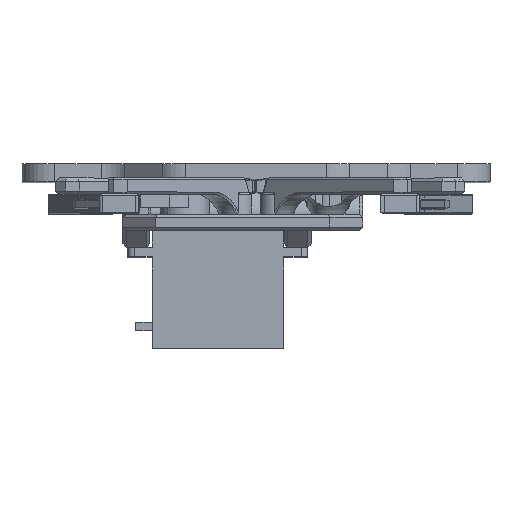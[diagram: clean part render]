
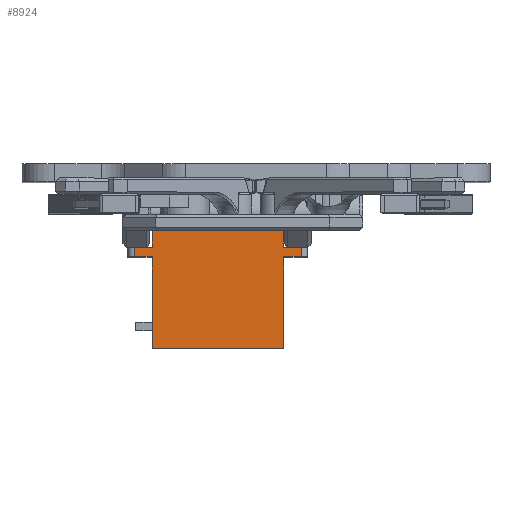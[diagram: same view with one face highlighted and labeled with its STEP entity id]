
A CAD part, top view. The second image highlights one B-rep face of the part: STEP entity #8924.
In plain terms, the highlighted planar face has unit normal (0, 0, 1).
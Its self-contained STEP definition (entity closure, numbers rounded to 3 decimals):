
#175 = DIRECTION ( 'NONE',  ( -1., 0., 0. ) ) ;
#193 = VECTOR ( 'NONE', #839, 1000. ) ;
#760 = ORIENTED_EDGE ( 'NONE', *, *, #15294, .T. ) ;
#839 = DIRECTION ( 'NONE',  ( -1., 0., 0. ) ) ;
#1642 = DIRECTION ( 'NONE',  ( 0., 1., 0. ) ) ;
#2061 = VECTOR ( 'NONE', #9756, 1000. ) ;
#2485 = CARTESIAN_POINT ( 'NONE',  ( 7.4, -25.4, 10.25 ) ) ;
#2606 = DIRECTION ( 'NONE',  ( 0., -1., 0. ) ) ;
#2893 = LINE ( 'NONE', #12274, #17753 ) ;
#3703 = EDGE_CURVE ( 'NONE', #30703, #4387, #17370, .T. ) ;
#4387 = VERTEX_POINT ( 'NONE', #27097 ) ;
#4705 = VECTOR ( 'NONE', #21882, 1000. ) ;
#4728 = VECTOR ( 'NONE', #2606, 1000. ) ;
#4843 = CARTESIAN_POINT ( 'NONE',  ( -20.4, 20., 10.25 ) ) ;
#4890 = ORIENTED_EDGE ( 'NONE', *, *, #3703, .T. ) ;
#4937 = VERTEX_POINT ( 'NONE', #26009 ) ;
#5098 = ORIENTED_EDGE ( 'NONE', *, *, #20363, .F. ) ;
#5563 = CARTESIAN_POINT ( 'NONE',  ( 7.4, -27.4, 10.25 ) ) ;
#5620 = ORIENTED_EDGE ( 'NONE', *, *, #14171, .F. ) ;
#6652 = DIRECTION ( 'NONE',  ( 0., -1., 0. ) ) ;
#7020 = EDGE_CURVE ( 'NONE', #9323, #24400, #9334, .T. ) ;
#8187 = DIRECTION ( 'NONE',  ( 1., 0., 0. ) ) ;
#8266 = DIRECTION ( 'NONE',  ( 0., 1., 0. ) ) ;
#8478 = VECTOR ( 'NONE', #8187, 1000. ) ;
#8924 = ADVANCED_FACE ( 'NONE', ( #24857 ), #29790, .F. ) ;
#9323 = VERTEX_POINT ( 'NONE', #18980 ) ;
#9334 = LINE ( 'NONE', #19856, #4705 ) ;
#9558 = AXIS2_PLACEMENT_3D ( 'NONE', #19087, #27575, #1642 ) ;
#9756 = DIRECTION ( 'NONE',  ( 0., 1., 0. ) ) ;
#11990 = CARTESIAN_POINT ( 'NONE',  ( 10.4, -25.4, 10.25 ) ) ;
#12274 = CARTESIAN_POINT ( 'NONE',  ( 20.4, 20., 10.25 ) ) ;
#12285 = LINE ( 'NONE', #33007, #27882 ) ;
#12644 = ORIENTED_EDGE ( 'NONE', *, *, #15066, .T. ) ;
#12784 = VECTOR ( 'NONE', #6652, 1000. ) ;
#13272 = CARTESIAN_POINT ( 'NONE',  ( -20.4, -20., 10.25 ) ) ;
#13288 = EDGE_CURVE ( 'NONE', #23684, #4387, #22977, .T. ) ;
#14171 = EDGE_CURVE ( 'NONE', #15593, #21189, #20164, .T. ) ;
#15066 = EDGE_CURVE ( 'NONE', #28541, #33425, #24598, .T. ) ;
#15294 = EDGE_CURVE ( 'NONE', #4937, #28541, #23578, .T. ) ;
#15337 = CARTESIAN_POINT ( 'NONE',  ( 10.4, 20., 10.25 ) ) ;
#15430 = VECTOR ( 'NONE', #16965, 1000. ) ;
#15593 = VERTEX_POINT ( 'NONE', #2485 ) ;
#15755 = ORIENTED_EDGE ( 'NONE', *, *, #19716, .T. ) ;
#16001 = EDGE_CURVE ( 'NONE', #21189, #33425, #12285, .T. ) ;
#16233 = CARTESIAN_POINT ( 'NONE',  ( 7.4, 25.4, 10.25 ) ) ;
#16965 = DIRECTION ( 'NONE',  ( 0., -1., 0. ) ) ;
#17151 = ORIENTED_EDGE ( 'NONE', *, *, #7020, .F. ) ;
#17370 = LINE ( 'NONE', #33014, #2061 ) ;
#17753 = VECTOR ( 'NONE', #175, 1000. ) ;
#17779 = ORIENTED_EDGE ( 'NONE', *, *, #13288, .F. ) ;
#17861 = LINE ( 'NONE', #18188, #4728 ) ;
#18188 = CARTESIAN_POINT ( 'NONE',  ( 20.4, 20., 10.25 ) ) ;
#18980 = CARTESIAN_POINT ( 'NONE',  ( 10.4, 25.4, 10.25 ) ) ;
#19087 = CARTESIAN_POINT ( 'NONE',  ( 20.4, 20., 10.25 ) ) ;
#19713 = VECTOR ( 'NONE', #20111, 1000. ) ;
#19716 = EDGE_CURVE ( 'NONE', #15593, #30703, #24096, .T. ) ;
#19856 = CARTESIAN_POINT ( 'NONE',  ( 10.4, 27.4, 10.25 ) ) ;
#20093 = DIRECTION ( 'NONE',  ( -1., 0., 0. ) ) ;
#20111 = DIRECTION ( 'NONE',  ( -1., 0., 0. ) ) ;
#20164 = LINE ( 'NONE', #5563, #28976 ) ;
#20312 = ORIENTED_EDGE ( 'NONE', *, *, #16001, .F. ) ;
#20363 = EDGE_CURVE ( 'NONE', #30984, #23684, #17861, .T. ) ;
#20573 = EDGE_LOOP ( 'NONE', ( #5620, #15755, #4890, #17779, #5098, #30897, #17151, #25186, #33521, #760, #12644, #20312 ) ) ;
#21058 = CARTESIAN_POINT ( 'NONE',  ( 20.4, 20., 10.25 ) ) ;
#21189 = VERTEX_POINT ( 'NONE', #22313 ) ;
#21760 = EDGE_CURVE ( 'NONE', #30984, #24400, #2893, .T. ) ;
#21846 = CARTESIAN_POINT ( 'NONE',  ( 20.4, -20., 10.25 ) ) ;
#21882 = DIRECTION ( 'NONE',  ( 0., -1., 0. ) ) ;
#22313 = CARTESIAN_POINT ( 'NONE',  ( 7.4, -20., 10.25 ) ) ;
#22977 = LINE ( 'NONE', #30817, #19713 ) ;
#23578 = LINE ( 'NONE', #21058, #26815 ) ;
#23684 = VERTEX_POINT ( 'NONE', #21846 ) ;
#24096 = LINE ( 'NONE', #28873, #8478 ) ;
#24280 = LINE ( 'NONE', #29731, #12784 ) ;
#24400 = VERTEX_POINT ( 'NONE', #15337 ) ;
#24598 = LINE ( 'NONE', #26812, #15430 ) ;
#24857 = FACE_OUTER_BOUND ( 'NONE', #20573, .T. ) ;
#25186 = ORIENTED_EDGE ( 'NONE', *, *, #27511, .T. ) ;
#26009 = CARTESIAN_POINT ( 'NONE',  ( 7.4, 20., 10.25 ) ) ;
#26211 = VERTEX_POINT ( 'NONE', #16233 ) ;
#26812 = CARTESIAN_POINT ( 'NONE',  ( -20.4, 20., 10.25 ) ) ;
#26815 = VECTOR ( 'NONE', #26912, 1000. ) ;
#26912 = DIRECTION ( 'NONE',  ( -1., 0., 0. ) ) ;
#27097 = CARTESIAN_POINT ( 'NONE',  ( 10.4, -20., 10.25 ) ) ;
#27511 = EDGE_CURVE ( 'NONE', #9323, #26211, #29334, .T. ) ;
#27575 = DIRECTION ( 'NONE',  ( 0., 0., -1. ) ) ;
#27882 = VECTOR ( 'NONE', #20093, 1000. ) ;
#28541 = VERTEX_POINT ( 'NONE', #4843 ) ;
#28873 = CARTESIAN_POINT ( 'NONE',  ( 20.4, -25.4, 10.25 ) ) ;
#28976 = VECTOR ( 'NONE', #8266, 1000. ) ;
#29334 = LINE ( 'NONE', #31567, #193 ) ;
#29731 = CARTESIAN_POINT ( 'NONE',  ( 7.4, 27.4, 10.25 ) ) ;
#29790 = PLANE ( 'NONE',  #9558 ) ;
#29996 = EDGE_CURVE ( 'NONE', #26211, #4937, #24280, .T. ) ;
#30703 = VERTEX_POINT ( 'NONE', #11990 ) ;
#30817 = CARTESIAN_POINT ( 'NONE',  ( 20.4, -20., 10.25 ) ) ;
#30897 = ORIENTED_EDGE ( 'NONE', *, *, #21760, .T. ) ;
#30984 = VERTEX_POINT ( 'NONE', #32941 ) ;
#31567 = CARTESIAN_POINT ( 'NONE',  ( 20.4, 25.4, 10.25 ) ) ;
#32941 = CARTESIAN_POINT ( 'NONE',  ( 20.4, 20., 10.25 ) ) ;
#33007 = CARTESIAN_POINT ( 'NONE',  ( 20.4, -20., 10.25 ) ) ;
#33014 = CARTESIAN_POINT ( 'NONE',  ( 10.4, -27.4, 10.25 ) ) ;
#33425 = VERTEX_POINT ( 'NONE', #13272 ) ;
#33521 = ORIENTED_EDGE ( 'NONE', *, *, #29996, .T. ) ;
